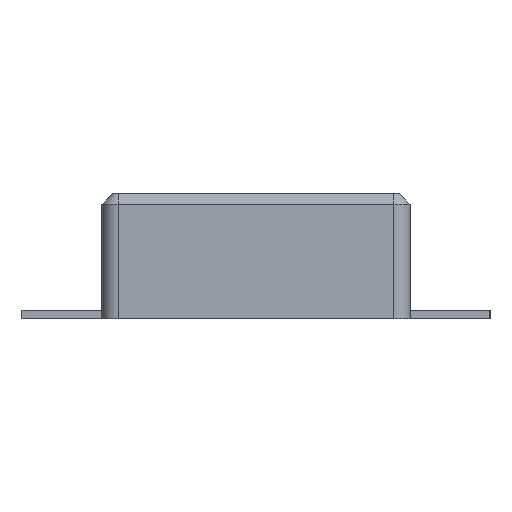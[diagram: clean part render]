
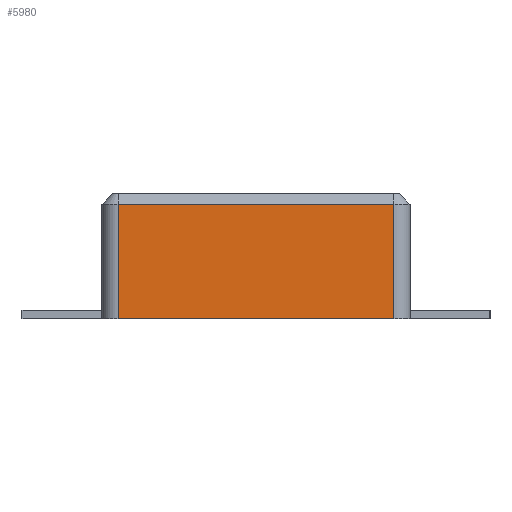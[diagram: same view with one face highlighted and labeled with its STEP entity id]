
A CAD part, left-side view. The second image highlights one B-rep face of the part: STEP entity #5980.
In plain terms, the highlighted planar face has unit normal (-1, 0, 0).
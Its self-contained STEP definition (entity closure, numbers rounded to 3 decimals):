
#12=DIRECTION('',(0.,0.,1.));
#61=VECTOR('',#12,1.);
#79=VECTOR('',#80,1.);
#80=DIRECTION('',(0.,-1.,0.));
#83=DIRECTION('',(1.,0.,0.));
#2723=VERTEX_POINT('',#2724);
#2724=CARTESIAN_POINT('',(-5.725,1.265,0.));
#2729=ORIENTED_EDGE('',*,*,#2730,.T.);
#2730=EDGE_CURVE('',#2723,#2731,#2733,.T.);
#2731=VERTEX_POINT('',#2732);
#2732=CARTESIAN_POINT('',(-5.725,1.265,1.05));
#2733=LINE('',#2724,#61);
#2749=VERTEX_POINT('',#2750);
#2750=CARTESIAN_POINT('',(-5.725,-1.265,0.));
#2754=ORIENTED_EDGE('',*,*,#2755,.F.);
#2755=EDGE_CURVE('',#2723,#2749,#2756,.T.);
#2756=LINE('',#2757,#79);
#2757=CARTESIAN_POINT('',(-5.725,1.415,0.));
#5980=ADVANCED_FACE('',(#5981),#5991,.F.);
#5981=FACE_BOUND('',#5982,.F.);
#5982=EDGE_LOOP('',(#2729,#5983,#5988,#2754));
#5983=ORIENTED_EDGE('',*,*,#5984,.T.);
#5984=EDGE_CURVE('',#2731,#5985,#5987,.T.);
#5985=VERTEX_POINT('',#5986);
#5986=CARTESIAN_POINT('',(-5.725,-1.265,1.05));
#5987=LINE('',#2732,#79);
#5988=ORIENTED_EDGE('',*,*,#5989,.F.);
#5989=EDGE_CURVE('',#2749,#5985,#5990,.T.);
#5990=LINE('',#2750,#61);
#5991=PLANE('',#5992);
#5992=AXIS2_PLACEMENT_3D('',#2757,#83,#80);
